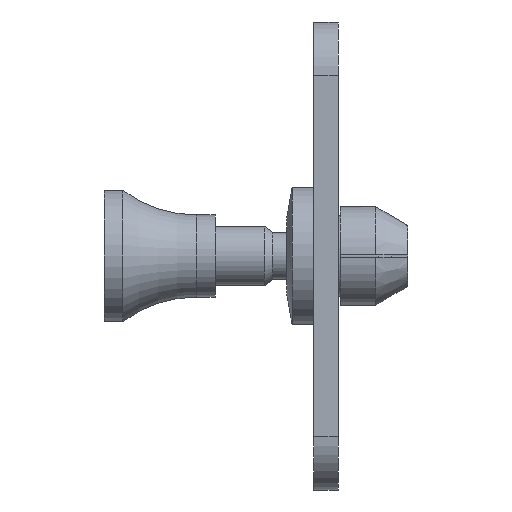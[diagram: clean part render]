
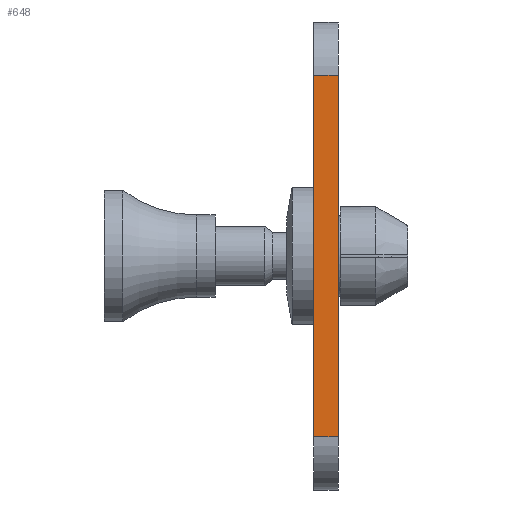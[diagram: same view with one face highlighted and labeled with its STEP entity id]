
A CAD part, left-side view. The second image highlights one B-rep face of the part: STEP entity #648.
In plain terms, the highlighted planar face has unit normal (-1, 0, 0).
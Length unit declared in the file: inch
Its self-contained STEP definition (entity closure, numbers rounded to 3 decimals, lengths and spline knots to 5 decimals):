
#47 = ORIENTED_EDGE ( 'NONE', *, *, #354, .T. ) ;
#67 = ORIENTED_EDGE ( 'NONE', *, *, #355, .F. ) ;
#352 = EDGE_CURVE ( 'NONE', #2691, #2790, #673, .T. ) ;
#353 = EDGE_CURVE ( 'NONE', #2717, #2691, #664, .T. ) ;
#354 = EDGE_CURVE ( 'NONE', #2641, #2717, #675, .T. ) ;
#355 = EDGE_CURVE ( 'NONE', #2641, #2790, #665, .T. ) ;
#648 = ADVANCED_FACE ( 'NONE', ( #2229 ), #833, .F. ) ;
#658 = VECTOR ( 'NONE', #1594, 39.37008 ) ;
#664 = LINE ( 'NONE', #1599, #671 ) ;
#665 = LINE ( 'NONE', #1595, #666 ) ;
#666 = VECTOR ( 'NONE', #1563, 39.37008 ) ;
#671 = VECTOR ( 'NONE', #1589, 39.37008 ) ;
#672 = VECTOR ( 'NONE', #1588, 39.37008 ) ;
#673 = LINE ( 'NONE', #1609, #672 ) ;
#675 = LINE ( 'NONE', #1578, #658 ) ;
#751 = CARTESIAN_POINT ( 'NONE',  ( -2.55, 0.06, -0.57 ) ) ;
#833 = PLANE ( 'NONE',  #1071 ) ;
#835 = DIRECTION ( 'NONE',  ( 1., 0., 0. ) ) ;
#836 = DIRECTION ( 'NONE',  ( 0., 0., -1. ) ) ;
#1071 = AXIS2_PLACEMENT_3D ( 'NONE', #751, #835, #836 ) ;
#1124 = EDGE_LOOP ( 'NONE', ( #67, #47, #2907, #2913 ) ) ;
#1563 = DIRECTION ( 'NONE',  ( 0., 0., 1. ) ) ;
#1578 = CARTESIAN_POINT ( 'NONE',  ( -2.55, 0.06, -0.44 ) ) ;
#1588 = DIRECTION ( 'NONE',  ( 0., 1., 0. ) ) ;
#1589 = DIRECTION ( 'NONE',  ( 0., 0., 1. ) ) ;
#1594 = DIRECTION ( 'NONE',  ( 0., -1., 0. ) ) ;
#1595 = CARTESIAN_POINT ( 'NONE',  ( -2.55, 0.06, -0.57 ) ) ;
#1599 = CARTESIAN_POINT ( 'NONE',  ( -2.55, 0., -0.57 ) ) ;
#1609 = CARTESIAN_POINT ( 'NONE',  ( -2.55, 0.06, 0.44 ) ) ;
#1857 = CARTESIAN_POINT ( 'NONE',  ( -2.55, 0.06, -0.44 ) ) ;
#1886 = CARTESIAN_POINT ( 'NONE',  ( -2.55, 0., 0.44 ) ) ;
#1914 = CARTESIAN_POINT ( 'NONE',  ( -2.55, 0., -0.44 ) ) ;
#1947 = CARTESIAN_POINT ( 'NONE',  ( -2.55, 0.06, 0.44 ) ) ;
#2229 = FACE_OUTER_BOUND ( 'NONE', #1124, .T. ) ;
#2641 = VERTEX_POINT ( 'NONE', #1857 ) ;
#2691 = VERTEX_POINT ( 'NONE', #1886 ) ;
#2717 = VERTEX_POINT ( 'NONE', #1914 ) ;
#2790 = VERTEX_POINT ( 'NONE', #1947 ) ;
#2907 = ORIENTED_EDGE ( 'NONE', *, *, #353, .T. ) ;
#2913 = ORIENTED_EDGE ( 'NONE', *, *, #352, .T. ) ;
